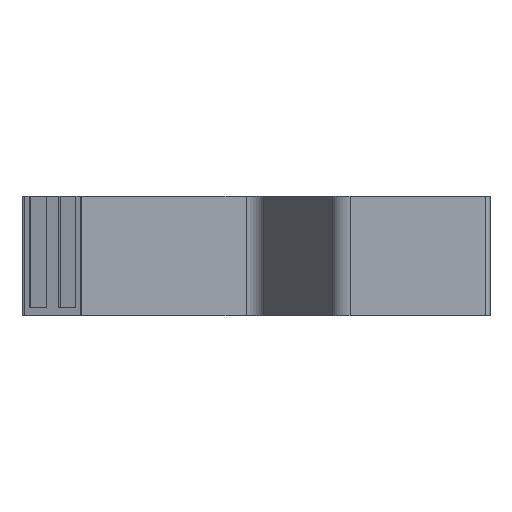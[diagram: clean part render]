
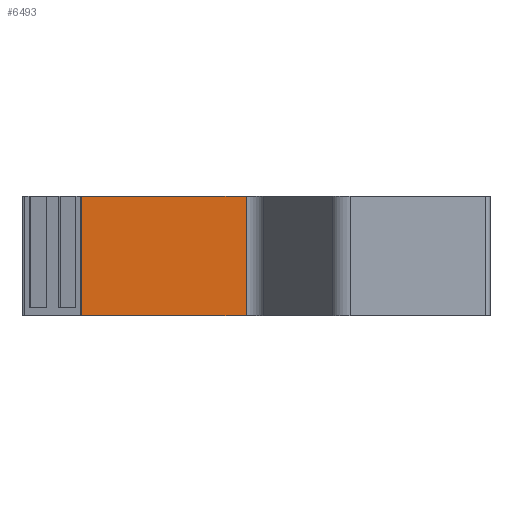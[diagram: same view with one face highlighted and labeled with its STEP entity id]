
A CAD part, left-side view. The second image highlights one B-rep face of the part: STEP entity #6493.
In plain terms, the highlighted planar face has unit normal (-1, 0, 0).
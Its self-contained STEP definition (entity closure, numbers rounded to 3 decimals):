
#32 = PLANE('',#33);
#33 = AXIS2_PLACEMENT_3D('',#34,#35,#36);
#34 = CARTESIAN_POINT('',(8.35,0.5,12.1));
#35 = DIRECTION('',(0.,0.,1.));
#36 = DIRECTION('',(-1.,0.,0.));
#113 = VERTEX_POINT('',#114);
#114 = CARTESIAN_POINT('',(-21.85,34.989,12.1));
#133 = CYLINDRICAL_SURFACE('',#134,0.3);
#134 = AXIS2_PLACEMENT_3D('',#135,#136,#137);
#135 = CARTESIAN_POINT('',(-21.55,34.989,
    119.79));
#136 = DIRECTION('',(0.,0.,-1.));
#137 = DIRECTION('',(-1.,0.,0.));
#145 = EDGE_CURVE('',#146,#113,#148,.T.);
#146 = VERTEX_POINT('',#147);
#147 = CARTESIAN_POINT('',(-21.85,18.353,12.1));
#148 = SURFACE_CURVE('',#149,(#153,#160),.PCURVE_S1.);
#149 = LINE('',#150,#151);
#150 = CARTESIAN_POINT('',(-21.85,18.353,12.1));
#151 = VECTOR('',#152,1.);
#152 = DIRECTION('',(0.,1.,0.));
#153 = PCURVE('',#32,#154);
#154 = DEFINITIONAL_REPRESENTATION('',(#155),#159);
#155 = LINE('',#156,#157);
#156 = CARTESIAN_POINT('',(30.2,-17.853));
#157 = VECTOR('',#158,1.);
#158 = DIRECTION('',(0.,-1.));
#159 = ( GEOMETRIC_REPRESENTATION_CONTEXT(2) 
PARAMETRIC_REPRESENTATION_CONTEXT() REPRESENTATION_CONTEXT('2D SPACE',''
  ) );
#160 = PCURVE('',#161,#166);
#161 = PLANE('',#162);
#162 = AXIS2_PLACEMENT_3D('',#163,#164,#165);
#163 = CARTESIAN_POINT('',(-21.85,18.353,119.79));
#164 = DIRECTION('',(-1.,0.,0.));
#165 = DIRECTION('',(0.,0.,1.));
#166 = DEFINITIONAL_REPRESENTATION('',(#167),#171);
#167 = LINE('',#168,#169);
#168 = CARTESIAN_POINT('',(-107.69,0.));
#169 = VECTOR('',#170,1.);
#170 = DIRECTION('',(0.,1.));
#171 = ( GEOMETRIC_REPRESENTATION_CONTEXT(2) 
PARAMETRIC_REPRESENTATION_CONTEXT() REPRESENTATION_CONTEXT('2D SPACE',''
  ) );
#190 = CYLINDRICAL_SURFACE('',#191,2.);
#191 = AXIS2_PLACEMENT_3D('',#192,#193,#194);
#192 = CARTESIAN_POINT('',(-23.85,18.353,119.79));
#193 = DIRECTION('',(0.,0.,-1.));
#194 = DIRECTION('',(-1.,0.,0.));
#3215 = PLANE('',#3216);
#3216 = AXIS2_PLACEMENT_3D('',#3217,#3218,#3219);
#3217 = CARTESIAN_POINT('',(48.25,34.989,0.));
#3218 = DIRECTION('',(0.,0.,-1.));
#3219 = DIRECTION('',(-1.,0.,0.));
#6444 = VERTEX_POINT('',#6445);
#6445 = CARTESIAN_POINT('',(-21.85,18.353,0.));
#6471 = EDGE_CURVE('',#146,#6444,#6472,.T.);
#6472 = SURFACE_CURVE('',#6473,(#6477,#6484),.PCURVE_S1.);
#6473 = LINE('',#6474,#6475);
#6474 = CARTESIAN_POINT('',(-21.85,18.353,119.79));
#6475 = VECTOR('',#6476,1.);
#6476 = DIRECTION('',(0.,0.,-1.));
#6477 = PCURVE('',#190,#6478);
#6478 = DEFINITIONAL_REPRESENTATION('',(#6479),#6483);
#6479 = LINE('',#6480,#6481);
#6480 = CARTESIAN_POINT('',(3.142,0.));
#6481 = VECTOR('',#6482,1.);
#6482 = DIRECTION('',(0.,1.));
#6483 = ( GEOMETRIC_REPRESENTATION_CONTEXT(2) 
PARAMETRIC_REPRESENTATION_CONTEXT() REPRESENTATION_CONTEXT('2D SPACE',''
  ) );
#6484 = PCURVE('',#161,#6485);
#6485 = DEFINITIONAL_REPRESENTATION('',(#6486),#6490);
#6486 = LINE('',#6487,#6488);
#6487 = CARTESIAN_POINT('',(0.,0.));
#6488 = VECTOR('',#6489,1.);
#6489 = DIRECTION('',(-1.,0.));
#6490 = ( GEOMETRIC_REPRESENTATION_CONTEXT(2) 
PARAMETRIC_REPRESENTATION_CONTEXT() REPRESENTATION_CONTEXT('2D SPACE',''
  ) );
#6493 = ADVANCED_FACE('',(#6494),#161,.T.);
#6494 = FACE_BOUND('',#6495,.T.);
#6495 = EDGE_LOOP('',(#6496,#6497,#6498,#6521));
#6496 = ORIENTED_EDGE('',*,*,#6471,.F.);
#6497 = ORIENTED_EDGE('',*,*,#145,.T.);
#6498 = ORIENTED_EDGE('',*,*,#6499,.T.);
#6499 = EDGE_CURVE('',#113,#6500,#6502,.T.);
#6500 = VERTEX_POINT('',#6501);
#6501 = CARTESIAN_POINT('',(-21.85,34.989,0.));
#6502 = SURFACE_CURVE('',#6503,(#6507,#6514),.PCURVE_S1.);
#6503 = LINE('',#6504,#6505);
#6504 = CARTESIAN_POINT('',(-21.85,34.989,119.79));
#6505 = VECTOR('',#6506,1.);
#6506 = DIRECTION('',(0.,0.,-1.));
#6507 = PCURVE('',#161,#6508);
#6508 = DEFINITIONAL_REPRESENTATION('',(#6509),#6513);
#6509 = LINE('',#6510,#6511);
#6510 = CARTESIAN_POINT('',(0.,16.636));
#6511 = VECTOR('',#6512,1.);
#6512 = DIRECTION('',(-1.,0.));
#6513 = ( GEOMETRIC_REPRESENTATION_CONTEXT(2) 
PARAMETRIC_REPRESENTATION_CONTEXT() REPRESENTATION_CONTEXT('2D SPACE',''
  ) );
#6514 = PCURVE('',#133,#6515);
#6515 = DEFINITIONAL_REPRESENTATION('',(#6516),#6520);
#6516 = LINE('',#6517,#6518);
#6517 = CARTESIAN_POINT('',(0.,0.));
#6518 = VECTOR('',#6519,1.);
#6519 = DIRECTION('',(0.,1.));
#6520 = ( GEOMETRIC_REPRESENTATION_CONTEXT(2) 
PARAMETRIC_REPRESENTATION_CONTEXT() REPRESENTATION_CONTEXT('2D SPACE',''
  ) );
#6521 = ORIENTED_EDGE('',*,*,#6522,.F.);
#6522 = EDGE_CURVE('',#6444,#6500,#6523,.T.);
#6523 = SURFACE_CURVE('',#6524,(#6528,#6535),.PCURVE_S1.);
#6524 = LINE('',#6525,#6526);
#6525 = CARTESIAN_POINT('',(-21.85,18.353,0.));
#6526 = VECTOR('',#6527,1.);
#6527 = DIRECTION('',(0.,1.,0.));
#6528 = PCURVE('',#161,#6529);
#6529 = DEFINITIONAL_REPRESENTATION('',(#6530),#6534);
#6530 = LINE('',#6531,#6532);
#6531 = CARTESIAN_POINT('',(-119.79,0.));
#6532 = VECTOR('',#6533,1.);
#6533 = DIRECTION('',(0.,1.));
#6534 = ( GEOMETRIC_REPRESENTATION_CONTEXT(2) 
PARAMETRIC_REPRESENTATION_CONTEXT() REPRESENTATION_CONTEXT('2D SPACE',''
  ) );
#6535 = PCURVE('',#3215,#6536);
#6536 = DEFINITIONAL_REPRESENTATION('',(#6537),#6541);
#6537 = LINE('',#6538,#6539);
#6538 = CARTESIAN_POINT('',(70.1,-16.636));
#6539 = VECTOR('',#6540,1.);
#6540 = DIRECTION('',(0.,1.));
#6541 = ( GEOMETRIC_REPRESENTATION_CONTEXT(2) 
PARAMETRIC_REPRESENTATION_CONTEXT() REPRESENTATION_CONTEXT('2D SPACE',''
  ) );
